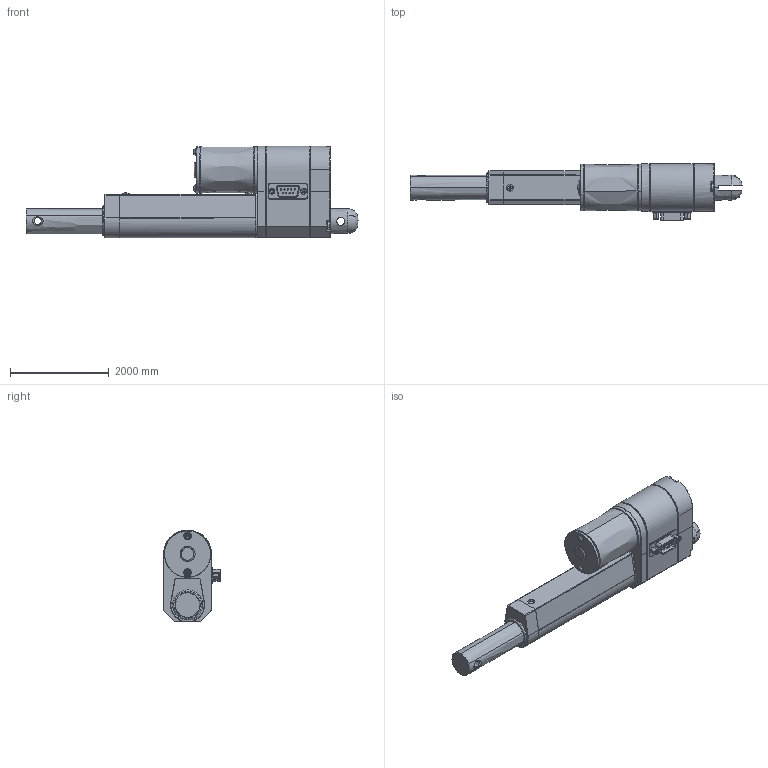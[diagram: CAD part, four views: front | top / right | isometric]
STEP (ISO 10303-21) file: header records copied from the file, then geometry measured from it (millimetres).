
FILE_DESCRIPTION(/* description */ (''),/* implementation_level */ '2;1');
FILE_NAME(/* name */ 'Actuator',/* time_stamp */ '2015-08-31T14:07:08+02:00',/* author */ (''),/* organization */ (''),/* preprocessor_version */ 'ST-DEVELOPER v14',/* originating_system */ '',/* authorisation */ '');
FILE_SCHEMA (('CONFIG_CONTROL_DESIGN'));
Length unit declared in the file: inch
Products named in the file (1): Document
Bounding box: 6709.41 x 1144.97 x 1858.82 mm (x, y, z)
Volume: 5001430979.1 mm3; surface area: 57560920.1 mm2
Topology: 17 solids, 225 shells, 653 faces, 2500 edges, 1995 vertices
Faces by surface type: bspline 466, plane 187
Entity records: 42385 total; most frequent: CARTESIAN_POINT 28627, ORIENTED_EDGE 3999, EDGE_CURVE 2530, VERTEX_POINT 2011, B_SPLINE_CURVE_WITH_KNOTS 1781, EDGE_LOOP 692, ADVANCED_FACE 650, FACE_OUTER_BOUND 650
